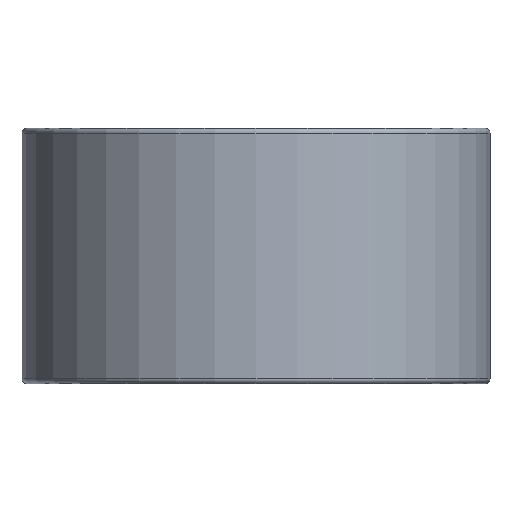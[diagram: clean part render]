
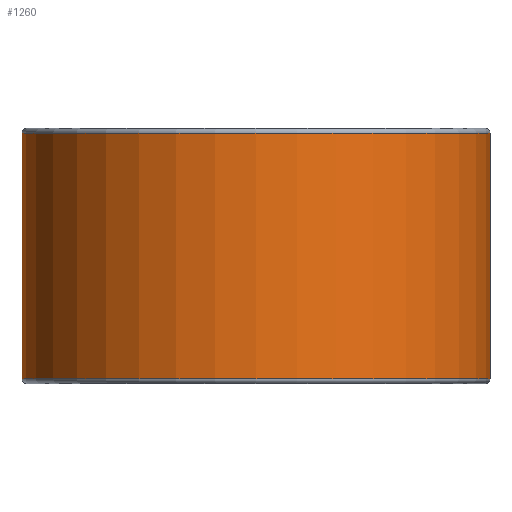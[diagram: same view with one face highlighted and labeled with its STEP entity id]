
A CAD part, front view. The second image highlights one B-rep face of the part: STEP entity #1260.
In plain terms, the highlighted cylindrical face has radius 11 mm (diameter 22 mm), a partial arc.
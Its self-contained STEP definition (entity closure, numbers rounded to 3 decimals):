
#223 = EDGE_CURVE ( 'NONE', #1274, #4188, #2820, .T. ) ;
#247 = DIRECTION ( 'NONE',  ( 0., 0., 1. ) ) ;
#265 = CARTESIAN_POINT ( 'NONE',  ( -11., 0., -5.78 ) ) ;
#447 = DIRECTION ( 'NONE',  ( 0., 0., 1. ) ) ;
#504 = AXIS2_PLACEMENT_3D ( 'NONE', #3444, #2756, #3390 ) ;
#686 = VECTOR ( 'NONE', #2018, 1000. ) ;
#793 = CYLINDRICAL_SURFACE ( 'NONE', #4358, 11. ) ;
#913 = ORIENTED_EDGE ( 'NONE', *, *, #223, .T. ) ;
#1023 = VERTEX_POINT ( 'NONE', #2029 ) ;
#1242 = CARTESIAN_POINT ( 'NONE',  ( -11., 0., 5.78 ) ) ;
#1260 = ADVANCED_FACE ( 'NONE', ( #1919 ), #793, .T. ) ;
#1274 = VERTEX_POINT ( 'NONE', #2595 ) ;
#1493 = LINE ( 'NONE', #3698, #2845 ) ;
#1550 = ORIENTED_EDGE ( 'NONE', *, *, #3109, .T. ) ;
#1901 = EDGE_LOOP ( 'NONE', ( #2383, #2188, #1550, #913 ) ) ;
#1915 = VERTEX_POINT ( 'NONE', #265 ) ;
#1919 = FACE_OUTER_BOUND ( 'NONE', #1901, .T. ) ;
#1953 = EDGE_CURVE ( 'NONE', #1915, #1023, #2828, .T. ) ;
#2018 = DIRECTION ( 'NONE',  ( 0., 0., 1. ) ) ;
#2029 = CARTESIAN_POINT ( 'NONE',  ( 11., 0., -5.78 ) ) ;
#2188 = ORIENTED_EDGE ( 'NONE', *, *, #1953, .T. ) ;
#2383 = ORIENTED_EDGE ( 'NONE', *, *, #3550, .F. ) ;
#2595 = CARTESIAN_POINT ( 'NONE',  ( 11., 0., 5.78 ) ) ;
#2623 = DIRECTION ( 'NONE',  ( 1., 0., 0. ) ) ;
#2736 = CARTESIAN_POINT ( 'NONE',  ( 11., 0., 6. ) ) ;
#2756 = DIRECTION ( 'NONE',  ( 0., 0., -1. ) ) ;
#2765 = LINE ( 'NONE', #2736, #686 ) ;
#2820 = CIRCLE ( 'NONE', #504, 11. ) ;
#2828 = CIRCLE ( 'NONE', #3896, 11. ) ;
#2845 = VECTOR ( 'NONE', #4388, 1000. ) ;
#3109 = EDGE_CURVE ( 'NONE', #1023, #1274, #2765, .T. ) ;
#3382 = CARTESIAN_POINT ( 'NONE',  ( 0., 0., 6. ) ) ;
#3390 = DIRECTION ( 'NONE',  ( -1., 0., 0. ) ) ;
#3444 = CARTESIAN_POINT ( 'NONE',  ( 0., 0., 5.78 ) ) ;
#3548 = CARTESIAN_POINT ( 'NONE',  ( 0., 0., -5.78 ) ) ;
#3550 = EDGE_CURVE ( 'NONE', #1915, #4188, #1493, .T. ) ;
#3698 = CARTESIAN_POINT ( 'NONE',  ( -11., 0., 6. ) ) ;
#3896 = AXIS2_PLACEMENT_3D ( 'NONE', #3548, #247, #4646 ) ;
#4188 = VERTEX_POINT ( 'NONE', #1242 ) ;
#4358 = AXIS2_PLACEMENT_3D ( 'NONE', #3382, #447, #2623 ) ;
#4388 = DIRECTION ( 'NONE',  ( 0., 0., 1. ) ) ;
#4646 = DIRECTION ( 'NONE',  ( 1., 0., 0. ) ) ;
